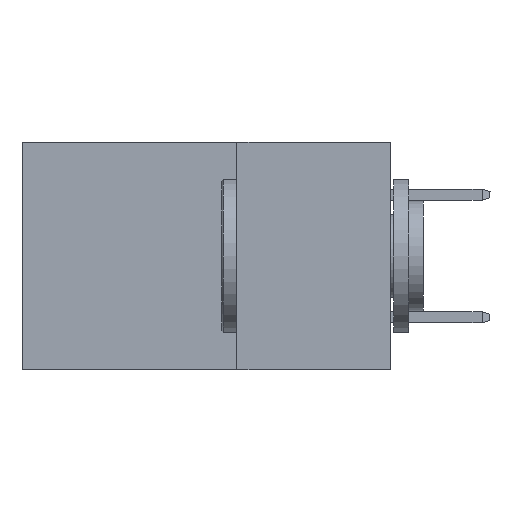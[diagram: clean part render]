
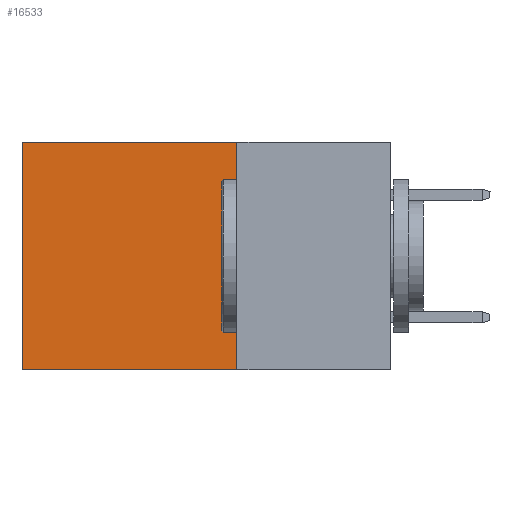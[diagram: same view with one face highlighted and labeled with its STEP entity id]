
A CAD part, left-side view. The second image highlights one B-rep face of the part: STEP entity #16533.
In plain terms, the highlighted planar face has unit normal (-1, 0, 0).
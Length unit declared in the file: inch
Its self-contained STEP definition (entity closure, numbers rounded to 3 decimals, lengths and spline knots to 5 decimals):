
#718 = AXIS2_PLACEMENT_3D ( 'NONE', #27343, #5105, #20658 ) ;
#769 = VERTEX_POINT ( 'NONE', #3539 ) ;
#810 = EDGE_CURVE ( 'NONE', #20227, #19744, #17688, .T. ) ;
#1385 = CARTESIAN_POINT ( 'NONE',  ( 0.2875, 0.25, 0. ) ) ;
#3539 = CARTESIAN_POINT ( 'NONE',  ( 0.2875, 0.6, 0. ) ) ;
#5105 = DIRECTION ( 'NONE',  ( 1., 0., 0. ) ) ;
#6270 = EDGE_LOOP ( 'NONE', ( #15270, #20662, #25708, #16813 ) ) ;
#7143 = LINE ( 'NONE', #23806, #9175 ) ;
#9175 = VECTOR ( 'NONE', #23906, 39.37008 ) ;
#10444 = CARTESIAN_POINT ( 'NONE',  ( 0.2875, 0.25, 0. ) ) ;
#11208 = EDGE_CURVE ( 'NONE', #769, #18003, #7143, .T. ) ;
#11351 = FACE_OUTER_BOUND ( 'NONE', #6270, .T. ) ;
#12241 = CARTESIAN_POINT ( 'NONE',  ( 0.2875, 0.25, -0.37 ) ) ;
#14720 = DIRECTION ( 'NONE',  ( 0., 0., -1. ) ) ;
#14961 = CARTESIAN_POINT ( 'NONE',  ( 0.2875, 0.25, -0.37 ) ) ;
#15270 = ORIENTED_EDGE ( 'NONE', *, *, #11208, .T. ) ;
#15428 = VECTOR ( 'NONE', #18714, 39.37008 ) ;
#16329 = VECTOR ( 'NONE', #19077, 39.37008 ) ;
#16533 = ADVANCED_FACE ( 'NONE', ( #11351 ), #22646, .F. ) ;
#16733 = EDGE_CURVE ( 'NONE', #19744, #18003, #21292, .T. ) ;
#16813 = ORIENTED_EDGE ( 'NONE', *, *, #27755, .T. ) ;
#17688 = LINE ( 'NONE', #10444, #26687 ) ;
#18003 = VERTEX_POINT ( 'NONE', #21635 ) ;
#18437 = LINE ( 'NONE', #1385, #16329 ) ;
#18714 = DIRECTION ( 'NONE',  ( 0., 1., 0. ) ) ;
#19077 = DIRECTION ( 'NONE',  ( 0., 1., 0. ) ) ;
#19744 = VERTEX_POINT ( 'NONE', #14961 ) ;
#20227 = VERTEX_POINT ( 'NONE', #27414 ) ;
#20658 = DIRECTION ( 'NONE',  ( 0., 0., -1. ) ) ;
#20662 = ORIENTED_EDGE ( 'NONE', *, *, #16733, .F. ) ;
#21292 = LINE ( 'NONE', #12241, #15428 ) ;
#21635 = CARTESIAN_POINT ( 'NONE',  ( 0.2875, 0.6, -0.37 ) ) ;
#22646 = PLANE ( 'NONE',  #718 ) ;
#23806 = CARTESIAN_POINT ( 'NONE',  ( 0.2875, 0.6, 0. ) ) ;
#23906 = DIRECTION ( 'NONE',  ( 0., 0., -1. ) ) ;
#25708 = ORIENTED_EDGE ( 'NONE', *, *, #810, .F. ) ;
#26687 = VECTOR ( 'NONE', #14720, 39.37008 ) ;
#27343 = CARTESIAN_POINT ( 'NONE',  ( 0.2875, 0.25, 0. ) ) ;
#27414 = CARTESIAN_POINT ( 'NONE',  ( 0.2875, 0.25, 0. ) ) ;
#27755 = EDGE_CURVE ( 'NONE', #20227, #769, #18437, .T. ) ;
